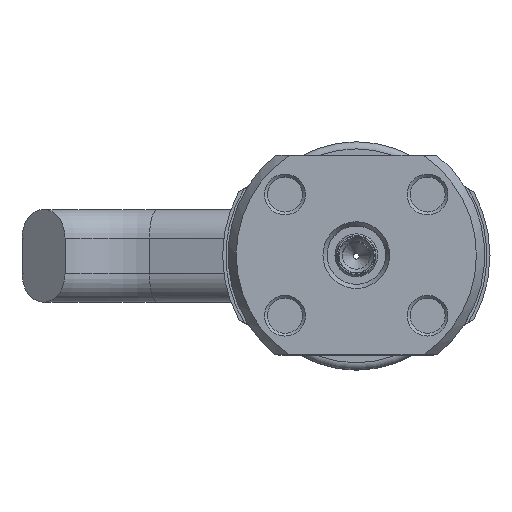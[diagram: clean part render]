
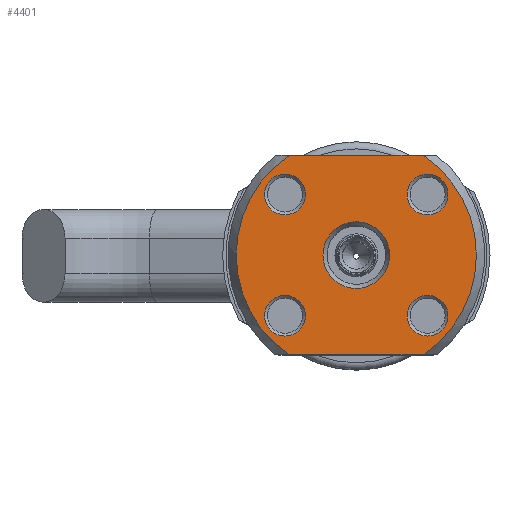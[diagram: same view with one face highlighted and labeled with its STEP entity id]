
A CAD part, top view. The second image highlights one B-rep face of the part: STEP entity #4401.
In plain terms, the highlighted face is planar.
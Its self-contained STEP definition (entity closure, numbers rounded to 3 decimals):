
#308=FACE_BOUND('',#659,.T.);
#309=FACE_BOUND('',#660,.T.);
#310=FACE_BOUND('',#661,.T.);
#311=FACE_BOUND('',#662,.T.);
#312=FACE_BOUND('',#663,.T.);
#368=FACE_OUTER_BOUND('',#658,.T.);
#658=EDGE_LOOP('',(#2988,#2989,#2990,#2991));
#659=EDGE_LOOP('',(#2992));
#660=EDGE_LOOP('',(#2993));
#661=EDGE_LOOP('',(#2994));
#662=EDGE_LOOP('',(#2995));
#663=EDGE_LOOP('',(#2996));
#1006=CIRCLE('',#4738,8.423);
#1007=CIRCLE('',#4739,8.423);
#1008=CIRCLE('',#4740,1.43);
#1009=CIRCLE('',#4741,1.43);
#1010=CIRCLE('',#4742,1.43);
#1011=CIRCLE('',#4743,1.43);
#1012=CIRCLE('',#4744,2.339);
#1258=LINE('',#6714,#1572);
#1260=LINE('',#6727,#1574);
#1572=VECTOR('',#5298,10.);
#1574=VECTOR('',#5302,10.);
#1894=VERTEX_POINT('',#6709);
#1895=VERTEX_POINT('',#6713);
#1898=VERTEX_POINT('',#6725);
#1899=VERTEX_POINT('',#6726);
#1900=VERTEX_POINT('',#6730);
#1901=VERTEX_POINT('',#6732);
#1902=VERTEX_POINT('',#6734);
#1903=VERTEX_POINT('',#6736);
#1904=VERTEX_POINT('',#6738);
#2326=EDGE_CURVE('',#1895,#1894,#1258,.T.);
#2330=EDGE_CURVE('',#1898,#1899,#1260,.T.);
#2331=EDGE_CURVE('',#1899,#1895,#1006,.T.);
#2332=EDGE_CURVE('',#1894,#1898,#1007,.T.);
#2333=EDGE_CURVE('',#1900,#1900,#1008,.T.);
#2334=EDGE_CURVE('',#1901,#1901,#1009,.T.);
#2335=EDGE_CURVE('',#1902,#1902,#1010,.T.);
#2336=EDGE_CURVE('',#1903,#1903,#1011,.T.);
#2337=EDGE_CURVE('',#1904,#1904,#1012,.T.);
#2988=ORIENTED_EDGE('',*,*,#2330,.T.);
#2989=ORIENTED_EDGE('',*,*,#2331,.T.);
#2990=ORIENTED_EDGE('',*,*,#2326,.T.);
#2991=ORIENTED_EDGE('',*,*,#2332,.T.);
#2992=ORIENTED_EDGE('',*,*,#2333,.F.);
#2993=ORIENTED_EDGE('',*,*,#2334,.F.);
#2994=ORIENTED_EDGE('',*,*,#2335,.F.);
#2995=ORIENTED_EDGE('',*,*,#2336,.F.);
#2996=ORIENTED_EDGE('',*,*,#2337,.T.);
#4287=PLANE('',#4737);
#4401=ADVANCED_FACE('',(#368,#308,#309,#310,#311,#312),#4287,.T.);
#4737=AXIS2_PLACEMENT_3D('',#6724,#5300,#5301);
#4738=AXIS2_PLACEMENT_3D('',#6728,#5303,#5304);
#4739=AXIS2_PLACEMENT_3D('',#6729,#5305,#5306);
#4740=AXIS2_PLACEMENT_3D('',#6731,#5307,#5308);
#4741=AXIS2_PLACEMENT_3D('',#6733,#5309,#5310);
#4742=AXIS2_PLACEMENT_3D('',#6735,#5311,#5312);
#4743=AXIS2_PLACEMENT_3D('',#6737,#5313,#5314);
#4744=AXIS2_PLACEMENT_3D('',#6739,#5315,#5316);
#5298=DIRECTION('',(0.,0.,-1.));
#5300=DIRECTION('center_axis',(0.,1.,0.));
#5301=DIRECTION('ref_axis',(0.,0.,1.));
#5302=DIRECTION('',(0.,0.,1.));
#5303=DIRECTION('center_axis',(0.,1.,0.));
#5304=DIRECTION('ref_axis',(0.,0.,-1.));
#5305=DIRECTION('center_axis',(0.,1.,0.));
#5306=DIRECTION('ref_axis',(0.,0.,-1.));
#5307=DIRECTION('center_axis',(0.,1.,0.));
#5308=DIRECTION('ref_axis',(-1.,0.,0.));
#5309=DIRECTION('center_axis',(0.,1.,0.));
#5310=DIRECTION('ref_axis',(-1.,0.,0.));
#5311=DIRECTION('center_axis',(0.,1.,0.));
#5312=DIRECTION('ref_axis',(-1.,0.,0.));
#5313=DIRECTION('center_axis',(0.,1.,0.));
#5314=DIRECTION('ref_axis',(-1.,0.,0.));
#5315=DIRECTION('center_axis',(0.,-1.,0.));
#5316=DIRECTION('ref_axis',(0.,0.,-1.));
#6709=CARTESIAN_POINT('',(7.,26.,-4.684));
#6713=CARTESIAN_POINT('',(7.,26.,4.684));
#6714=CARTESIAN_POINT('',(7.,26.,-2.828));
#6724=CARTESIAN_POINT('Origin',(0.,26.,0.));
#6725=CARTESIAN_POINT('',(-7.,26.,-4.684));
#6726=CARTESIAN_POINT('',(-7.,26.,4.684));
#6727=CARTESIAN_POINT('',(-7.,26.,2.828));
#6728=CARTESIAN_POINT('Origin',(0.,26.,0.));
#6729=CARTESIAN_POINT('Origin',(0.,26.,0.));
#6730=CARTESIAN_POINT('',(-2.821,26.,5.));
#6731=CARTESIAN_POINT('Origin',(-4.25,26.,5.));
#6732=CARTESIAN_POINT('',(-2.821,26.,-5.));
#6733=CARTESIAN_POINT('Origin',(-4.25,26.,-5.));
#6734=CARTESIAN_POINT('',(5.68,26.,-5.));
#6735=CARTESIAN_POINT('Origin',(4.25,26.,-5.));
#6736=CARTESIAN_POINT('',(5.68,26.,5.));
#6737=CARTESIAN_POINT('Origin',(4.25,26.,5.));
#6738=CARTESIAN_POINT('',(0.,26.,2.339));
#6739=CARTESIAN_POINT('Origin',(0.,26.,0.));
